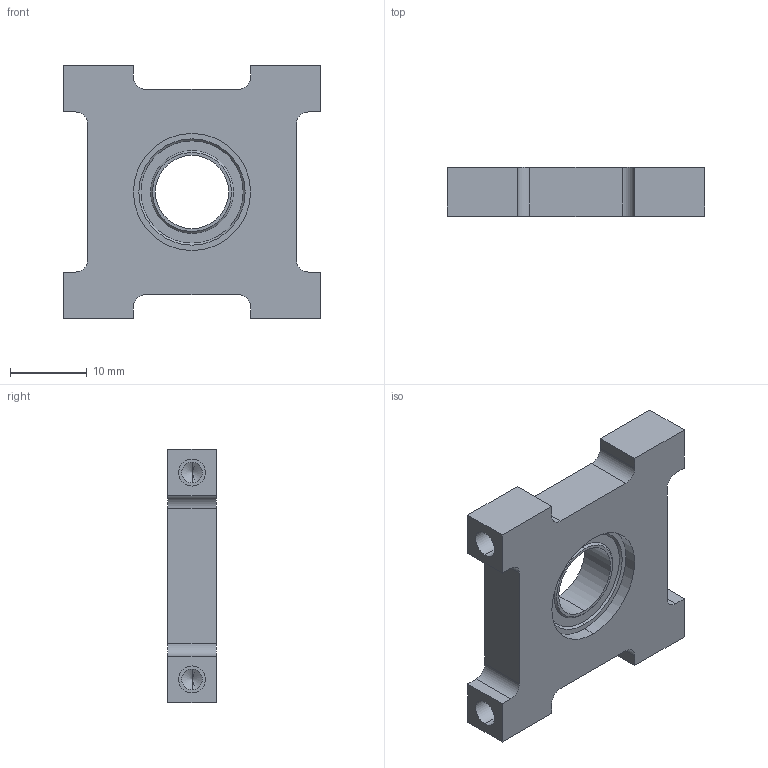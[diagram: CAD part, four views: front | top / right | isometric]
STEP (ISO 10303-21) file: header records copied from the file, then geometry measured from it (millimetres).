
FILE_DESCRIPTION (( 'STEP AP203' ), '1' );
FILE_NAME ('ROB-12146.STEP', '2014-12-06T02:36:04', ( '' ), ( '' ), 'SwSTEP 2.0', 'SolidWorks 2014', '' );
FILE_SCHEMA (( 'CONFIG_CONTROL_DESIGN' ));
Length unit declared in the file: inch
Products named in the file (1): ROB-12146
Bounding box: 33.53 x 6.35 x 33.02 mm (x, y, z)
Volume: 4650.2 mm3; surface area: 3174 mm2
Topology: 1 solids, 1 shells, 82 faces, 198 edges, 124 vertices
Faces by surface type: cylinder 34, plane 32, cone 16
Entity records: 2433 total; most frequent: DIRECTION 436, CARTESIAN_POINT 397, ORIENTED_EDGE 380, EDGE_CURVE 190, AXIS2_PLACEMENT_3D 163, VERTEX_POINT 124, VECTOR 110, LINE 110
